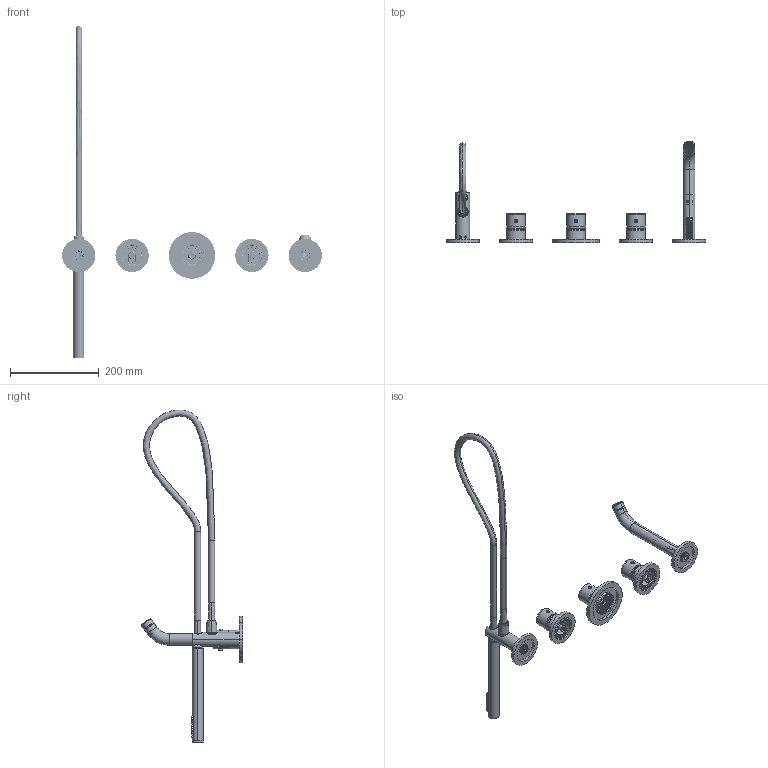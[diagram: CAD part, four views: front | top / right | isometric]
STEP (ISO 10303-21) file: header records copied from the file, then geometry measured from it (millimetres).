
FILE_DESCRIPTION((''),'2;1');
FILE_NAME('MDE001CR','2021-04-12T14:09:25',('ut3'),('PAFFONI SpA'),'CREO PARAMETRIC BY PTC INC, 2020044','CREO PARAMETRIC BY PTC INC, 2020044','');
FILE_SCHEMA(('CONFIG_CONTROL_DESIGN','SHAPE_APPEARANCE_LAYERS_GROUPS'));
Products named in the file (1): MDE001CR
Bounding box: 585 x 228.69 x 747.85 mm (x, y, z)
Volume: 593992.3 mm3; surface area: 313523.2 mm2
Topology: 31 solids, 31 shells, 7196 faces, 19178 edges, 12243 vertices
Faces by surface type: bspline 2876, cylinder 1967, plane 1435, cone 407, torus 368, extrusion 83, revolution 36, sphere 24
Entity records: 510235 total; most frequent: CARTESIAN_POINT 293782, ORIENTED_EDGE 38140, EDGE_CURVE 19070, DIRECTION 17819, B_SPLINE_CURVE_WITH_KNOTS 12718, VERTEX_POINT 12243, FILL_AREA_STYLE_COLOUR 11235, FILL_AREA_STYLE 11235
